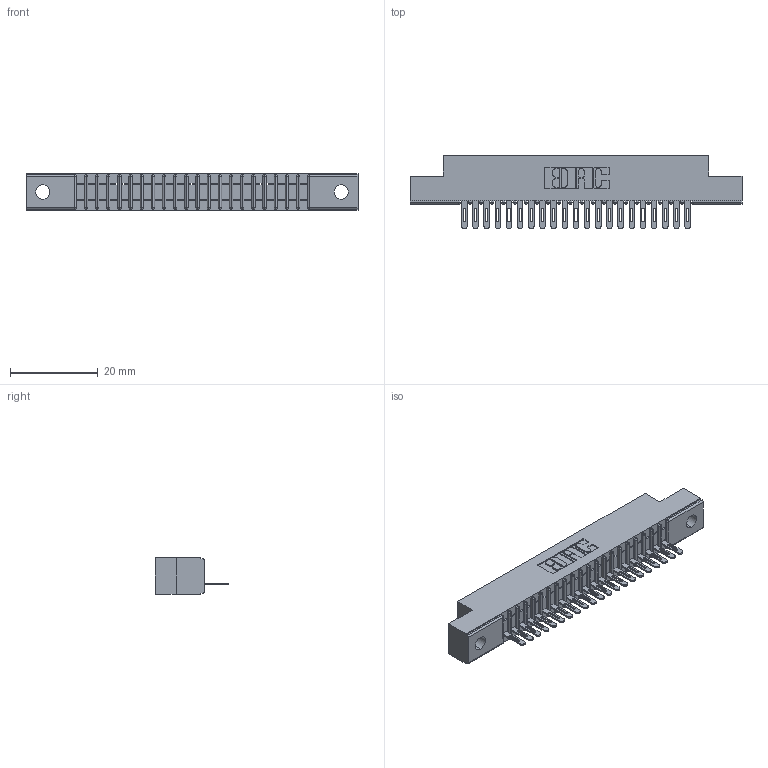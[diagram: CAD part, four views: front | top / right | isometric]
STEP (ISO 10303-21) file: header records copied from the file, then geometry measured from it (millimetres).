
FILE_DESCRIPTION (( 'STEP AP203' ), '1' );
FILE_NAME ('341-021-500-102.STEP', '2018-08-06T17:00:49', ( '' ), ( '' ), 'SwSTEP 2.0', 'SolidWorks 2016', '' );
FILE_SCHEMA (( 'CONFIG_CONTROL_DESIGN' ));
Length unit declared in the file: inch
Products named in the file (3): 341 Part_.128 (3.25) Dia Mounting Holes; 341-292-001_341-292-100; 341-021-500-102
Assembly tree (22 placements, depth 2):
  341-021-500-102
    341 Part_.128 (3.25) Dia Mounting Holes
    341-292-001_341-292-100  x21
Bounding box: 75.56 x 16.69 x 8.38 mm (x, y, z)
Volume: 4141.4 mm3; surface area: 7492.8 mm2
Topology: 22 solids, 22 shells, 1838 faces, 5293 edges, 3398 vertices
Faces by surface type: plane 1097, cylinder 657, sphere 44, torus 40
Entity records: 27550 total; most frequent: CARTESIAN_POINT 4670, ORIENTED_EDGE 4658, DIRECTION 4529, EDGE_CURVE 2329, LINE 1855, VECTOR 1855, VERTEX_POINT 1478, AXIS2_PLACEMENT_3D 1337
